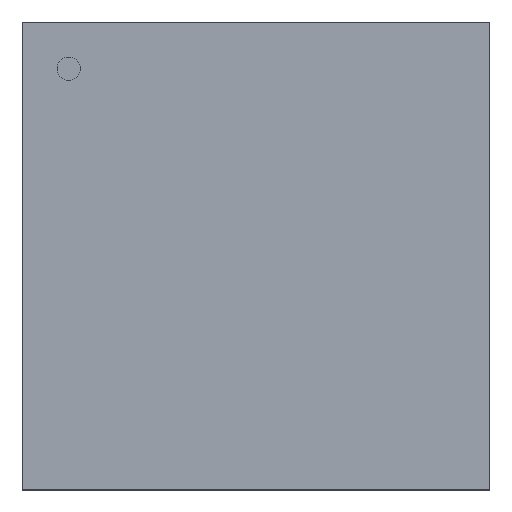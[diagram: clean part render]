
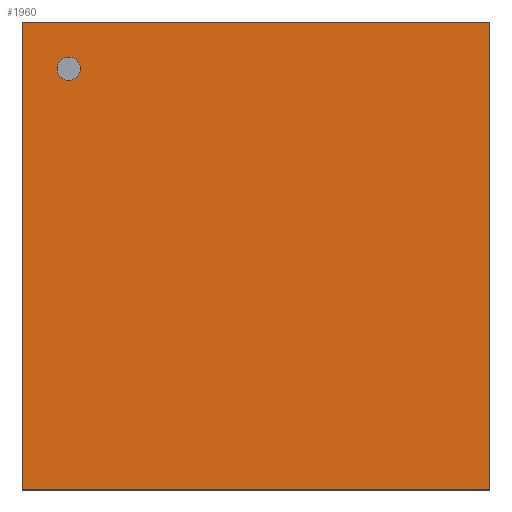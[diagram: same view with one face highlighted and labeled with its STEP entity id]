
A CAD part, top view. The second image highlights one B-rep face of the part: STEP entity #1960.
In plain terms, the highlighted planar face has unit normal (0, 0, 1).
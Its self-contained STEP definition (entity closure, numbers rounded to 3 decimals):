
#1736=CARTESIAN_POINT('',(4.496,-4.496,0.991));
#1735=VERTEX_POINT('',#1736);
#1746=CARTESIAN_POINT('',(-4.496,-4.496,0.991));
#1745=VERTEX_POINT('',#1746);
#1744=EDGE_CURVE('',#1745,#1735,#1749,.T.);
#1749=LINE('',#1746,#1751);
#1751=VECTOR('',#1752,8.992);
#1752=DIRECTION('',(1.0,0.0,0.0));
#1785=CARTESIAN_POINT('',(4.496,4.496,0.991));
#1784=VERTEX_POINT('',#1785);
#1793=EDGE_CURVE('',#1735,#1784,#1798,.T.);
#1798=LINE('',#1736,#1800);
#1800=VECTOR('',#1801,8.992);
#1801=DIRECTION('',(0.0,1.0,0.0));
#1834=CARTESIAN_POINT('',(-4.496,4.496,0.991));
#1833=VERTEX_POINT('',#1834);
#1842=EDGE_CURVE('',#1784,#1833,#1847,.T.);
#1847=LINE('',#1785,#1849);
#1849=VECTOR('',#1850,8.992);
#1850=DIRECTION('',(-1.0,0.0,0.0));
#1891=EDGE_CURVE('',#1833,#1745,#1896,.T.);
#1896=LINE('',#1834,#1898);
#1898=VECTOR('',#1899,8.992);
#1899=DIRECTION('',(0.0,-1.0,0.0));
#1960=ADVANCED_FACE('',(#1966),#1961,.T.);
#1961=PLANE('',#1962);
#1962=AXIS2_PLACEMENT_3D('',#1963,#1964,#1965);
#1963=CARTESIAN_POINT('',(-4.496,-4.496,0.991));
#1964=DIRECTION('',(0.0,0.0,1.0));
#1965=DIRECTION('',(0.,1.,0.));
#1966=FACE_OUTER_BOUND('',#1967,.T.);
#1967=EDGE_LOOP('',(#1968,#1978,#1988,#1998));
#1968=ORIENTED_EDGE('',*,*,#1744,.T.);
#1978=ORIENTED_EDGE('',*,*,#1793,.T.);
#1988=ORIENTED_EDGE('',*,*,#1842,.T.);
#1998=ORIENTED_EDGE('',*,*,#1891,.T.);
